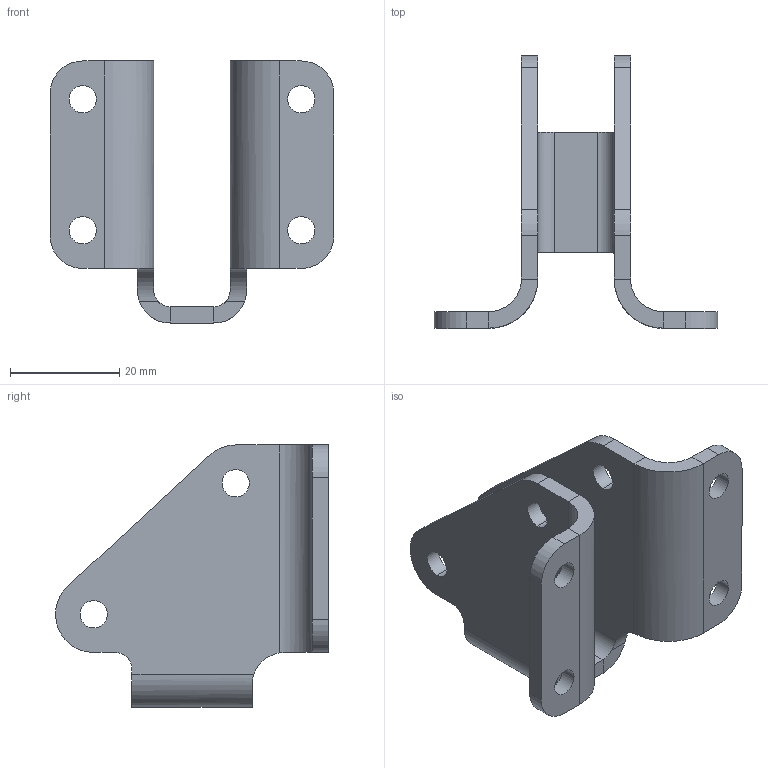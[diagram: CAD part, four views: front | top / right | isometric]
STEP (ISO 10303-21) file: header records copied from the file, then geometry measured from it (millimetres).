
FILE_DESCRIPTION (( 'STEP AP203' ), '1' );
FILE_NAME ('1. SHEET METAL PART.STEP', '2024-05-23T09:07:48', ( '' ), ( '' ), 'SwSTEP 2.0', 'SolidWorks 2020', '' );
FILE_SCHEMA (( 'CONFIG_CONTROL_DESIGN' ));
Length unit declared in the file: millimetre
Products named in the file (1): 1. SHEET METAL PART
Bounding box: 52 x 50 x 48 mm (x, y, z)
Volume: 13176.5 mm3; surface area: 10290.7 mm2
Topology: 1 solids, 1 shells, 164 faces, 435 edges, 282 vertices
Faces by surface type: plane 112, cylinder 36, bspline 16
Entity records: 5560 total; most frequent: CARTESIAN_POINT 1442, ORIENTED_EDGE 870, DIRECTION 765, EDGE_CURVE 435, VECTOR 323, LINE 323, VERTEX_POINT 282, AXIS2_PLACEMENT_3D 221
